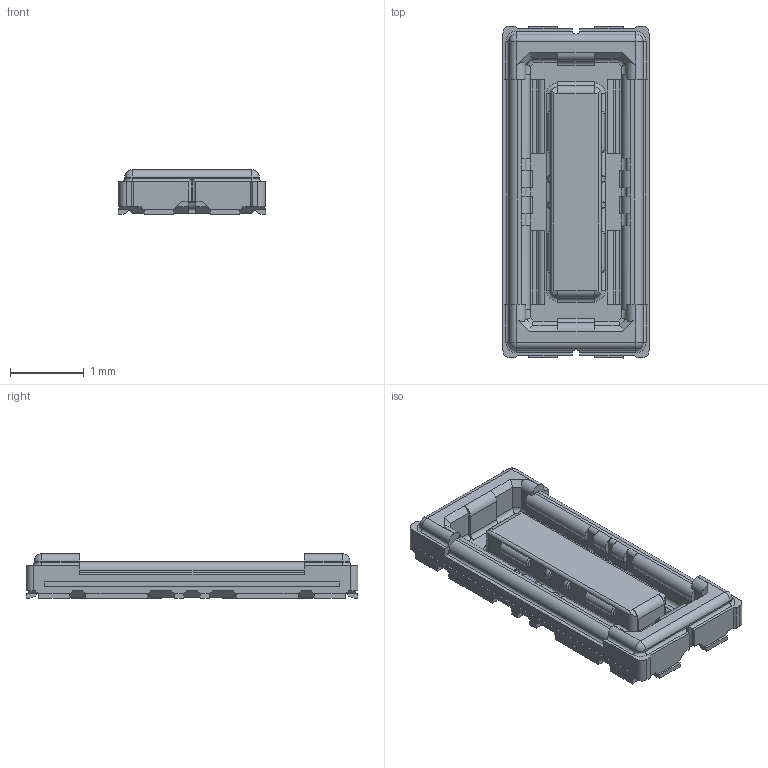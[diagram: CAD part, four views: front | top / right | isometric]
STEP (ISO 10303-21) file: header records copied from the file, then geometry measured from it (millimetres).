
FILE_DESCRIPTION (( 'STEP AP214' ), '1' );
FILE_NAME ('BM50U-4DS.stp', '2023-11-02T13:45:31', ( '' ), ( '' ), 'SwSTEP 2.0', 'SolidWorks 2023', '' );
FILE_SCHEMA (( 'AUTOMOTIVE_DESIGN' ));
Length unit declared in the file: millimetre
Products named in the file (1): BM50U-4DS
Bounding box: 2 x 4.5 x 0.6 mm (x, y, z)
Volume: 3.1 mm3; surface area: 32.2 mm2
Topology: 1 solids, 1 shells, 641 faces, 1720 edges, 1092 vertices
Faces by surface type: plane 409, cylinder 204, cone 16, torus 8, sphere 4
Entity records: 20369 total; most frequent: CARTESIAN_POINT 4326, ORIENTED_EDGE 3432, DIRECTION 3270, EDGE_CURVE 1716, LINE 1234, VECTOR 1234, VERTEX_POINT 1092, AXIS2_PLACEMENT_3D 1018
